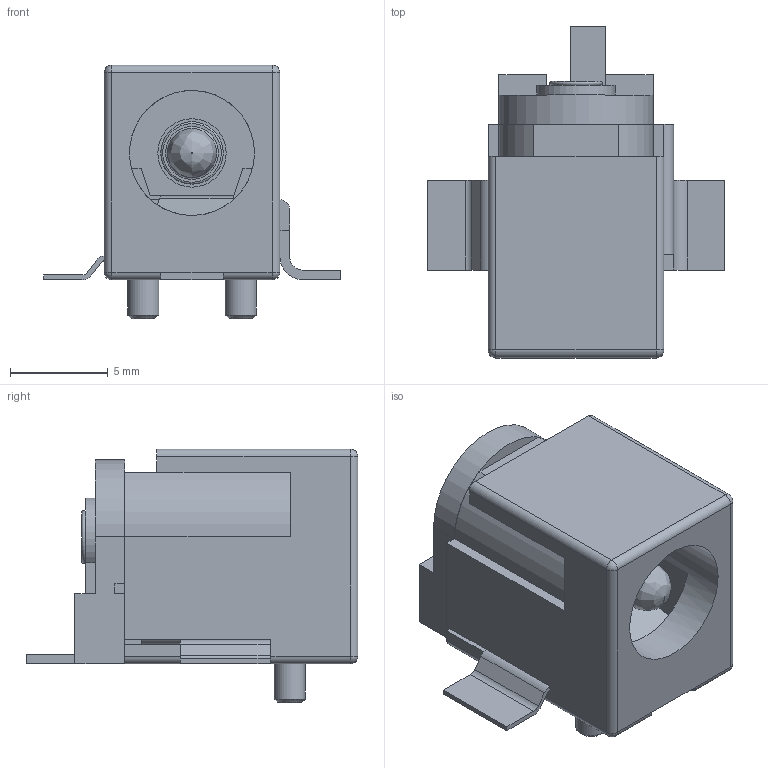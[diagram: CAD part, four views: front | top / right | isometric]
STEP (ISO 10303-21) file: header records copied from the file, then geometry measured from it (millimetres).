
FILE_DESCRIPTION( ( 'Unknown' ), '1' );
FILE_NAME( '694108105102.stp', 'Unknown', ( 'Quentin LAIDEBEUR' ), ( 'WE' ), 'PSStep 15.0.49', 'Sample-box', ' ' );
FILE_SCHEMA( ( 'AUTOMOTIVE_DESIGN { 1 0 10303 214 1 1 1 1 }' ) );
Length unit declared in the file: millimetre
Products named in the file (7): Assem1; 6941xx105102; 6941xx105102_Capot; 694108301002_PinContact; 6941xx105102_PinArrière; 6941xx105102_PinLame; 6941xx105102_PinBis
Assembly tree (6 placements, depth 2):
  Assem1
    6941xx105102
    6941xx105102_Capot
    694108301002_PinContact
    6941xx105102_PinArrière
    6941xx105102_PinLame
    6941xx105102_PinBis
Bounding box: 15.2 x 17 x 13 mm (x, y, z)
Volume: 824.3 mm3; surface area: 1970.8 mm2
Topology: 6 solids, 6 shells, 226 faces, 598 edges, 386 vertices
Faces by surface type: plane 165, cylinder 47, torus 7, sphere 4, cone 2, bspline 1
Full cylindrical faces by diameter (mm): 1.6 x2, 1.8 x1, 2 x4, 2.5 x1, 3.2 x1, 3.5 x1, 6.4 x1
Entity records: 8700 total; most frequent: CARTESIAN_POINT 1208, DIRECTION 1143, ORIENTED_EDGE 1134, EDGE_CURVE 567, LINE 455, VECTOR 455, VERTEX_POINT 381, AXIS2_PLACEMENT_3D 344
